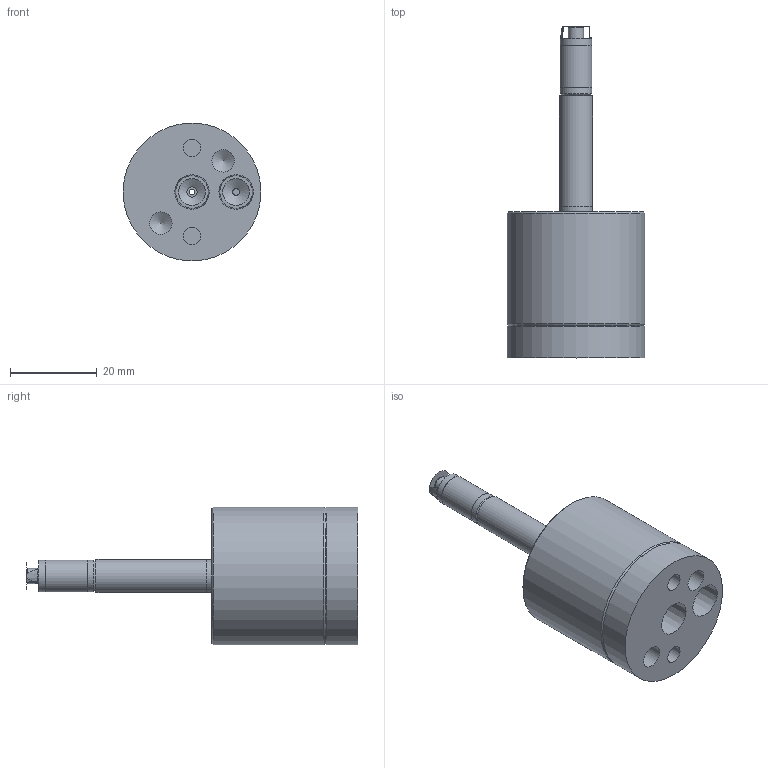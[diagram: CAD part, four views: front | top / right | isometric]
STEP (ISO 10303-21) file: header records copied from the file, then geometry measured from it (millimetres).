
FILE_DESCRIPTION (( 'STEP AP214' ), '1' );
FILE_NAME ('CTSC-001450.STEP', '2026-02-02T16:22:55', ( '' ), ( '' ), 'SwSTEP 2.0', 'SolidWorks 2023', '' );
FILE_SCHEMA (( 'AUTOMOTIVE_DESIGN' ));
Length unit declared in the file: millimetre
Products named in the file (1): CTSC-001450
Bounding box: 31.75 x 76.43 x 31.75 mm (x, y, z)
Volume: 26577.8 mm3; surface area: 9902.9 mm2
Topology: 6 solids, 6 shells, 77 faces, 150 edges, 96 vertices
Faces by surface type: plane 33, cylinder 27, cone 13, torus 4
Full cylindrical faces by diameter (mm): 1.321 x1, 1.575 x1, 2.38 x1, 2.87 x1, 3.505 x1, 3.937 x2, 4.039 x2, 4.178 x3, 5.16 x2, 6.147 x2, 7.036 x1, 7.239 x1, 7.315 x2, 7.341 x1, 7.62 x2, 28.321 x1, 28.575 x1, 31.75 x2
Entity records: 2313 total; most frequent: CARTESIAN_POINT 340, DIRECTION 312, ORIENTED_EDGE 186, AXIS2_PLACEMENT_3D 151, EDGE_LOOP 142, FACE_OUTER_BOUND 105, EDGE_CURVE 93, VERTEX_POINT 83
